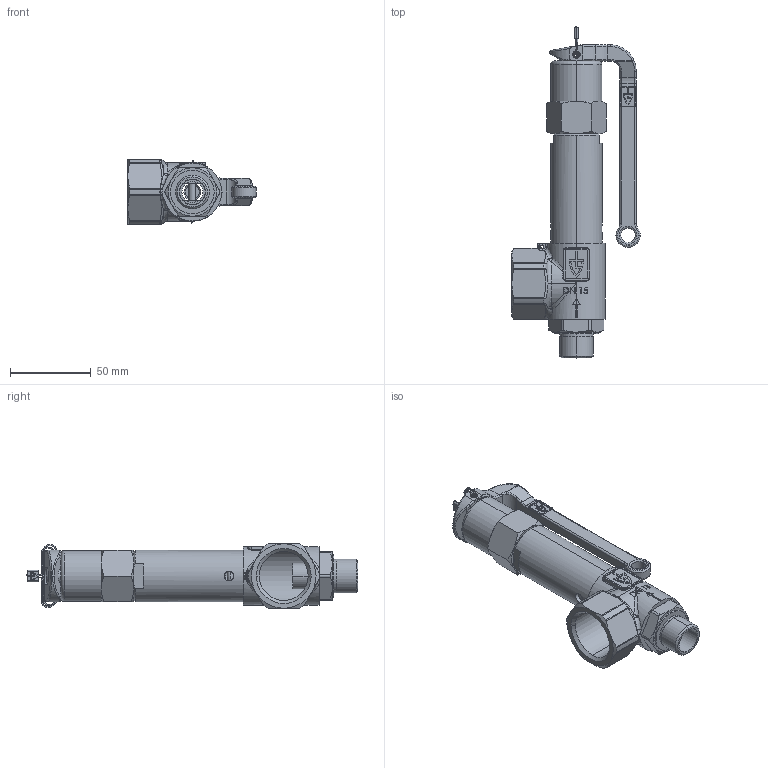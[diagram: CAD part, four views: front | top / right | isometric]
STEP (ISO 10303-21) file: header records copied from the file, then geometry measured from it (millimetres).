
FILE_DESCRIPTION (( 'STEP AP214' ), '1' );
FILE_NAME ('851bXL_15_MF_1525 HD.STEP', '2019-08-23T08:03:24', ( '' ), ( '' ), 'SwSTEP 2.0', 'SolidWorks 2018', '' );
FILE_SCHEMA (( 'AUTOMOTIVE_DESIGN' ));
Length unit declared in the file: millimetre
Products named in the file (1): 851bXL_15_MF_1525 HD
Bounding box: 79.5 x 205.68 x 40 mm (x, y, z)
Surface area: 44609.5 mm2 (no closed solid volume)
Topology: 0 solids, 14 shells, 636 faces, 1838 edges, 1175 vertices
Faces by surface type: cylinder 208, plane 179, bspline 119, torus 70, cone 44, sphere 16
Entity records: 34719 total; most frequent: CARTESIAN_POINT 12150, ORIENTED_EDGE 3277, DIRECTION 3082, EDGE_CURVE 1830, AXIS2_PLACEMENT_3D 1186, VERTEX_POINT 1175, VECTOR 710, LINE 710
